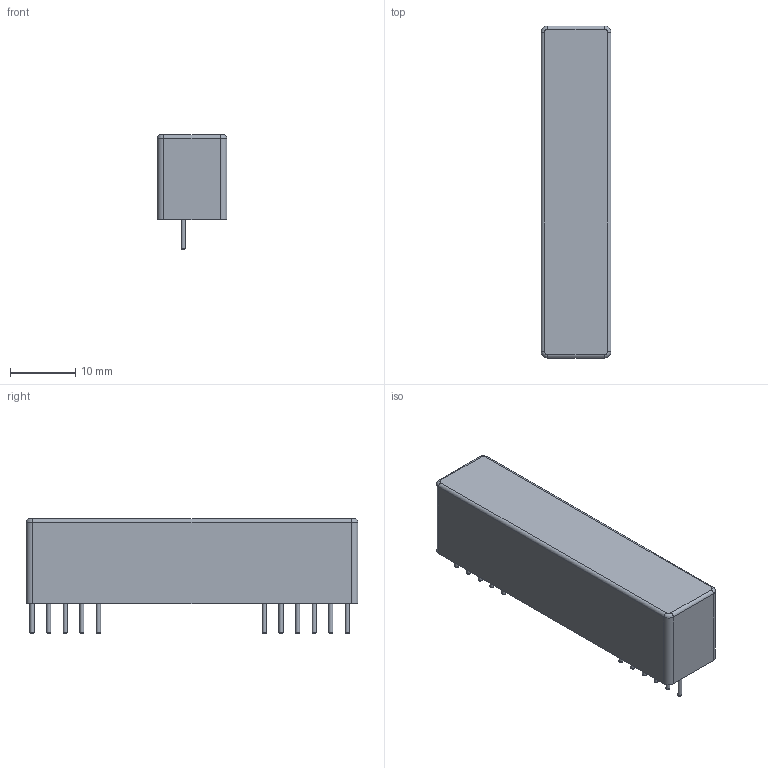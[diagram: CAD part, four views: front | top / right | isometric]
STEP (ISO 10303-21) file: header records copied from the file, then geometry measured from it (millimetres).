
FILE_DESCRIPTION(/* description */ ('model of Converter_DCDC_MeanWell_NID30_THT'),/* implementation_level */ '2;1');
FILE_NAME(/* name */ 'Converter_DCDC_MeanWell_NID30_THT.step',/* time_stamp */ '2018-03-25T16:11:54',/* author */ ('kicad StepUp','ksu'),/* organization */ ('FreeCAD'),/* preprocessor_version */ 'OCC',/* originating_system */ 'kicad StepUp',/* authorisation */ '');
FILE_SCHEMA(('AUTOMOTIVE_DESIGN { 1 0 10303 214 1 1 1 1 }'));
Length unit declared in the file: millimetre
Products named in the file (5): ASSEMBLY; Converter_DCDC_MeanWell_NID30_THT001; Shape0_138111520926; Shape0_27236176116; Converter_DCDC_MeanWell_NID30_THT
Assembly tree (4 placements, depth 2):
  ASSEMBLY
    Converter_DCDC_MeanWell_NID30_THT001
    Shape0_138111520926
    Shape0_27236176116
    Converter_DCDC_MeanWell_NID30_THT
Bounding box: 10.7 x 50.8 x 17.5 mm (x, y, z)
Surface area: 5379.5 mm2
Topology: 14 solids, 14 shells, 86 faces, 147 edges, 89 vertices
Faces by surface type: plane 40, cylinder 27, torus 19
Full cylindrical faces by diameter (mm): 0.64 x11
Entity records: 2227 total; most frequent: DIRECTION 413, CARTESIAN_POINT 327, ORIENTED_EDGE 294, AXIS2_PLACEMENT_3D 175, EDGE_CURVE 147, VERTEX_POINT 89, ADVANCED_FACE 86, FACE_BOUND 86
